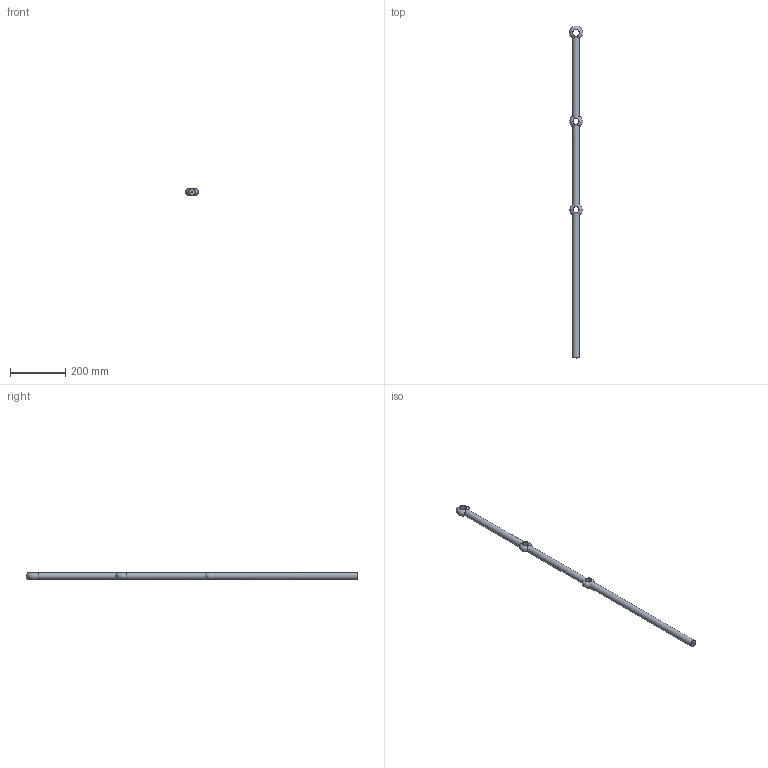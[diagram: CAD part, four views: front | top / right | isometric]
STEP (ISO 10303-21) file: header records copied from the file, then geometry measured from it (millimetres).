
FILE_DESCRIPTION (( 'STEP AP203' ), '1' );
FILE_NAME ('18531.STEP', '2023-04-26T08:59:45', ( '' ), ( '' ), 'SwSTEP 2.0', 'SolidWorks 2018', '' );
FILE_SCHEMA (( 'CONFIG_CONTROL_DESIGN' ));
Length unit declared in the file: millimetre
Products named in the file (1): 18531
Bounding box: 48.59 x 1199.97 x 25 mm (x, y, z)
Volume: 610925.5 mm3; surface area: 106564 mm2
Topology: 2 solids, 2 shells, 191 faces, 514 edges, 338 vertices
Faces by surface type: plane 94, bspline 87, cylinder 6, torus 4
Full cylindrical faces by diameter (mm): 22 x3, 25 x3
Entity records: 10832 total; most frequent: CARTESIAN_POINT 6618, ORIENTED_EDGE 1006, DIRECTION 540, EDGE_CURVE 503, VERTEX_POINT 335, LINE 312, VECTOR 312, EDGE_LOOP 218
